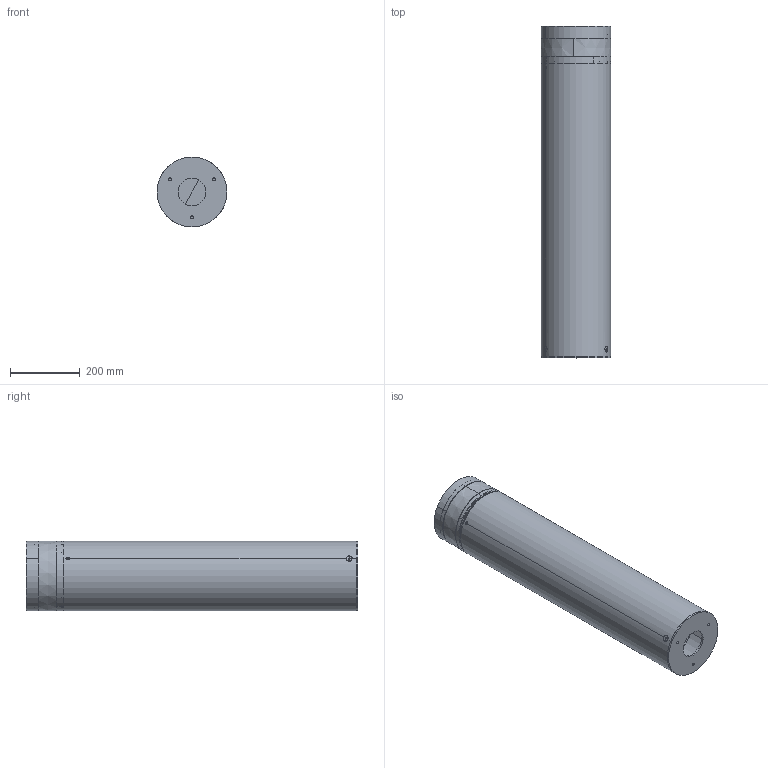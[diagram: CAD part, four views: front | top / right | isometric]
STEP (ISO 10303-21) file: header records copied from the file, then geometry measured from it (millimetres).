
FILE_DESCRIPTION (( 'STEP AP203' ), '1' );
FILE_NAME ('STAVANGER_950.STEP', '2024-02-06T06:21:30', ( '' ), ( '' ), 'SwSTEP 2.0', 'SolidWorks 2022', '' );
FILE_SCHEMA (( 'CONFIG_CONTROL_DESIGN' ));
Length unit declared in the file: millimetre
Products named in the file (13): W1 USZCZELKA_M 88_rs_; M8x12 STOŻ_rs_M8x16; R 3_M 88 LED_rs_90; STAVANGER_950; W4_KLOSZ ITALIA_M 8890LED_rs; GÓRA KOM_M 88 LED_rs_Domyślnaxxx; W 7_PODSTAWA MOC_M 8890HIT_rs; W 7_R 2_M 8890HIT_rs; WKR STOZ IMB M4x_rs_x08; POD 3,2_rs_POD 3,2_rs; W 7_KLEJ 2_M 8890_rs; pan head cross recess screw_din_ISO 7045 - M4 x 8 - Z --- 8N; W 7_KRĄŻEK 1_M 8890HIT_rs
Assembly tree (18 placements, depth 3):
  STAVANGER_950
    GÓRA KOM_M 88 LED_rs_Domyślnaxxx
      W 7_KRĄŻEK 1_M 8890HIT_rs
      W4_KLOSZ ITALIA_M 8890LED_rs
      W 7_R 2_M 8890HIT_rs
      W 7_KLEJ 2_M 8890_rs
      W1 USZCZELKA_M 88_rs_
      pan head cross recess screw_din_ISO 7045 - M4 x 8 - Z --- 8N  x3
      POD 3,2_rs_POD 3,2_rs  x2
    W 7_PODSTAWA MOC_M 8890HIT_rs
    R 3_M 88 LED_rs_90
    M8x12 STOŻ_rs_M8x16  x3
    WKR STOZ IMB M4x_rs_x08  x2
Bounding box: 200 x 951 x 200 mm (x, y, z)
Volume: 3361663.3 mm3; surface area: 1468810.6 mm2
Topology: 17 solids, 17 shells, 610 faces, 1408 edges, 846 vertices
Faces by surface type: plane 206, cylinder 152, cone 92, torus 75, bspline 73, sphere 12
Entity records: 23709 total; most frequent: CARTESIAN_POINT 12038, DIRECTION 2121, ORIENTED_EDGE 2088, EDGE_CURVE 1044, AXIS2_PLACEMENT_3D 906, VERTEX_POINT 646, EDGE_LOOP 532, CIRCLE 496
